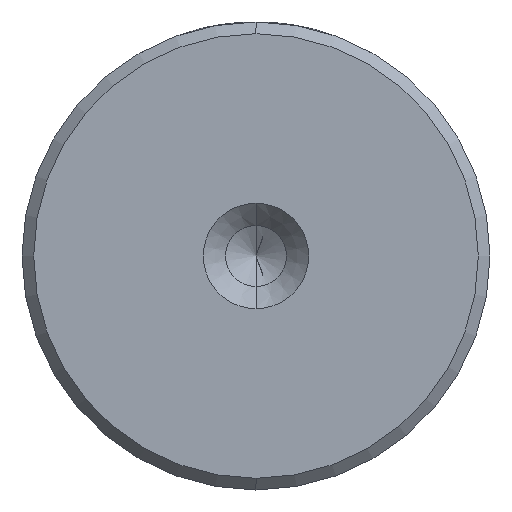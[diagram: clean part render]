
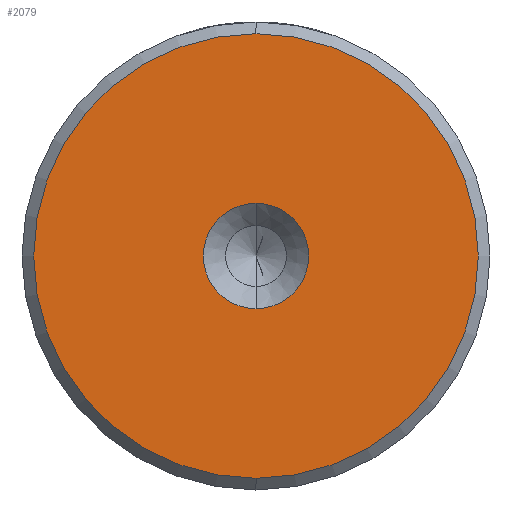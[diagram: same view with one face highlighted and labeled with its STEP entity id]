
A CAD part, left-side view. The second image highlights one B-rep face of the part: STEP entity #2079.
In plain terms, the highlighted planar face has unit normal (-1, 0, 0).
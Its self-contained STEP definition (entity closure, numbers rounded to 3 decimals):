
#55 = EDGE_CURVE ( 'NONE', #594, #1879, #968, .T. ) ;
#157 = CARTESIAN_POINT ( 'NONE',  ( 0., 0., 0. ) ) ;
#161 = CIRCLE ( 'NONE', #604, 9.5 ) ;
#198 = AXIS2_PLACEMENT_3D ( 'NONE', #157, #1589, #358 ) ;
#293 = ORIENTED_EDGE ( 'NONE', *, *, #55, .T. ) ;
#358 = DIRECTION ( 'NONE',  ( 0., 0., 1. ) ) ;
#515 = FACE_OUTER_BOUND ( 'NONE', #2305, .T. ) ;
#594 = VERTEX_POINT ( 'NONE', #1768 ) ;
#604 = AXIS2_PLACEMENT_3D ( 'NONE', #924, #2345, #1134 ) ;
#618 = AXIS2_PLACEMENT_3D ( 'NONE', #1009, #839, #2073 ) ;
#721 = CARTESIAN_POINT ( 'NONE',  ( 0., 0., 0. ) ) ;
#796 = ORIENTED_EDGE ( 'NONE', *, *, #995, .T. ) ;
#827 = EDGE_LOOP ( 'NONE', ( #1449, #1003 ) ) ;
#839 = DIRECTION ( 'NONE',  ( -1., 0., 0. ) ) ;
#922 = DIRECTION ( 'NONE',  ( 0., 0., 1. ) ) ;
#924 = CARTESIAN_POINT ( 'NONE',  ( 0., 0., 0. ) ) ;
#968 = CIRCLE ( 'NONE', #618, 9.5 ) ;
#974 = PLANE ( 'NONE',  #1920 ) ;
#995 = EDGE_CURVE ( 'NONE', #1879, #594, #161, .T. ) ;
#1003 = ORIENTED_EDGE ( 'NONE', *, *, #1315, .F. ) ;
#1005 = CARTESIAN_POINT ( 'NONE',  ( 0., 0., 9.5 ) ) ;
#1009 = CARTESIAN_POINT ( 'NONE',  ( 0., 0., 0. ) ) ;
#1017 = VERTEX_POINT ( 'NONE', #2539 ) ;
#1134 = DIRECTION ( 'NONE',  ( 0., 0., 1. ) ) ;
#1185 = DIRECTION ( 'NONE',  ( -1., 0., 0. ) ) ;
#1223 = AXIS2_PLACEMENT_3D ( 'NONE', #721, #2151, #922 ) ;
#1315 = EDGE_CURVE ( 'NONE', #1017, #2080, #1495, .T. ) ;
#1449 = ORIENTED_EDGE ( 'NONE', *, *, #2420, .F. ) ;
#1495 = CIRCLE ( 'NONE', #1223, 2.25 ) ;
#1589 = DIRECTION ( 'NONE',  ( -1., 0., 0. ) ) ;
#1768 = CARTESIAN_POINT ( 'NONE',  ( 0., 0., -9.5 ) ) ;
#1879 = VERTEX_POINT ( 'NONE', #1005 ) ;
#1920 = AXIS2_PLACEMENT_3D ( 'NONE', #1976, #1185, #2595 ) ;
#1976 = CARTESIAN_POINT ( 'NONE',  ( 0., 0., 0. ) ) ;
#2073 = DIRECTION ( 'NONE',  ( 0., 0., 1. ) ) ;
#2079 = ADVANCED_FACE ( 'NONE', ( #515, #2606 ), #974, .T. ) ;
#2080 = VERTEX_POINT ( 'NONE', #2197 ) ;
#2151 = DIRECTION ( 'NONE',  ( -1., 0., 0. ) ) ;
#2197 = CARTESIAN_POINT ( 'NONE',  ( 0., 0., 2.25 ) ) ;
#2305 = EDGE_LOOP ( 'NONE', ( #293, #796 ) ) ;
#2345 = DIRECTION ( 'NONE',  ( -1., 0., 0. ) ) ;
#2366 = CIRCLE ( 'NONE', #198, 2.25 ) ;
#2420 = EDGE_CURVE ( 'NONE', #2080, #1017, #2366, .T. ) ;
#2539 = CARTESIAN_POINT ( 'NONE',  ( 0., 0., -2.25 ) ) ;
#2595 = DIRECTION ( 'NONE',  ( 0., 0., 1. ) ) ;
#2606 = FACE_BOUND ( 'NONE', #827, .T. ) ;
